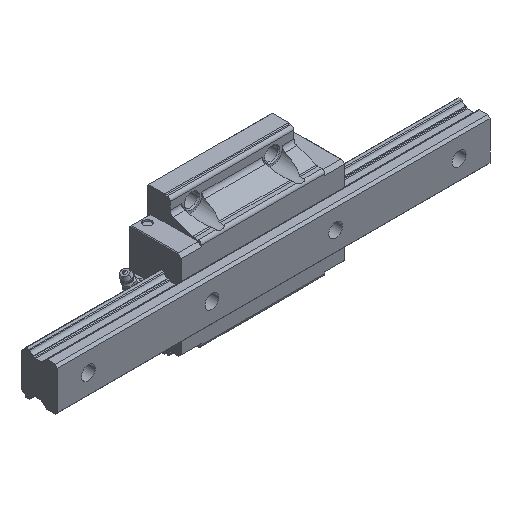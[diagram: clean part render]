
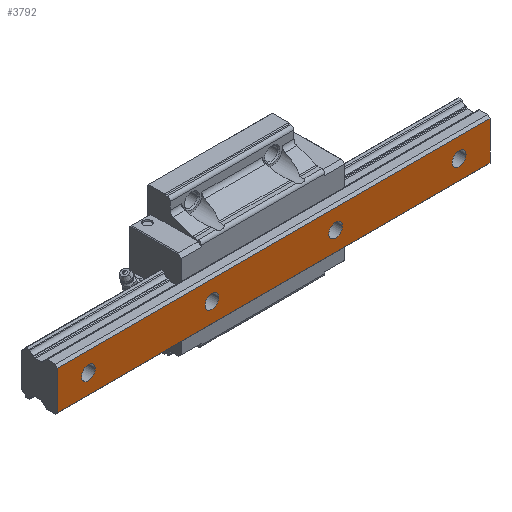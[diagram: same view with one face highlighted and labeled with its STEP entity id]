
A CAD part, isometric view. The second image highlights one B-rep face of the part: STEP entity #3792.
In plain terms, the highlighted planar face has unit normal (0, -1, 0).
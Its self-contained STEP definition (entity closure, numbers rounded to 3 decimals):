
#1552 = EDGE_CURVE( '', #2986, #1972, #4445, .T. );
#1948 = VERTEX_POINT( '', #4873 );
#1954 = VERTEX_POINT( '', #4881 );
#1972 = VERTEX_POINT( '', #4899 );
#1978 = EDGE_CURVE( '', #4244, #4060, #4905, .T. );
#2006 = EDGE_CURVE( '', #4060, #4244, #4934, .T. );
#2030 = VERTEX_POINT( '', #4960 );
#2034 = EDGE_CURVE( '', #2030, #1948, #4964, .T. );
#2048 = EDGE_CURVE( '', #1972, #2986, #4980, .T. );
#2134 = VERTEX_POINT( '', #5074 );
#2308 = EDGE_CURVE( '', #3982, #3424, #5271, .T. );
#2688 = EDGE_CURVE( '', #1954, #2134, #5685, .T. );
#2986 = VERTEX_POINT( '', #6009 );
#3280 = VERTEX_POINT( '', #6342 );
#3316 = EDGE_CURVE( '', #1948, #2030, #6380, .T. );
#3424 = VERTEX_POINT( '', #6506 );
#3486 = EDGE_CURVE( '', #3608, #3280, #6574, .T. );
#3608 = VERTEX_POINT( '', #6710 );
#3792 = ADVANCED_FACE( '', ( #6908, #6909, #6910, #6911, #6912 ), #6913, .T. );
#3800 = EDGE_CURVE( '', #3424, #1954, #6921, .T. );
#3812 = EDGE_CURVE( '', #3280, #3608, #6933, .T. );
#3982 = VERTEX_POINT( '', #7118 );
#4060 = VERTEX_POINT( '', #7203 );
#4114 = EDGE_CURVE( '', #3982, #2134, #7264, .T. );
#4244 = VERTEX_POINT( '', #7412 );
#4445 = CIRCLE( '', #7651, 4.5 );
#4873 = CARTESIAN_POINT( '', ( 4.5, 0., 0. ) );
#4881 = CARTESIAN_POINT( '', ( 260., 0., -12.5 ) );
#4899 = CARTESIAN_POINT( '', ( 155.5, 0., 0. ) );
#4905 = CIRCLE( '', #8382, 4.5 );
#4934 = CIRCLE( '', #8436, 4.5 );
#4960 = CARTESIAN_POINT( '', ( -4.5, 0., 0. ) );
#4964 = CIRCLE( '', #8492, 4.5 );
#4980 = CIRCLE( '', #8511, 4.5 );
#5074 = CARTESIAN_POINT( '', ( 260., 0., 12.5 ) );
#5271 = LINE( '', #8920, #8921 );
#5685 = LINE( '', #9561, #9562 );
#6009 = CARTESIAN_POINT( '', ( 164.5, 0., 0. ) );
#6342 = CARTESIAN_POINT( '', ( 75.5, 0., 0. ) );
#6380 = CIRCLE( '', #10594, 4.5 );
#6506 = CARTESIAN_POINT( '', ( -20., 0., -12.5 ) );
#6574 = CIRCLE( '', #10900, 4.5 );
#6710 = CARTESIAN_POINT( '', ( 84.5, 0., 0. ) );
#6908 = FACE_BOUND( '', #11413, .T. );
#6909 = FACE_BOUND( '', #11414, .T. );
#6910 = FACE_BOUND( '', #11415, .T. );
#6911 = FACE_BOUND( '', #11416, .T. );
#6912 = FACE_OUTER_BOUND( '', #11417, .T. );
#6913 = PLANE( '', #11418 );
#6921 = LINE( '', #11431, #11432 );
#6933 = CIRCLE( '', #11449, 4.5 );
#7118 = CARTESIAN_POINT( '', ( -20., 0., 12.5 ) );
#7203 = CARTESIAN_POINT( '', ( 235.5, 0., 0. ) );
#7264 = LINE( '', #11932, #11933 );
#7412 = CARTESIAN_POINT( '', ( 244.5, 0., 0. ) );
#7651 = AXIS2_PLACEMENT_3D( '', #12366, #12367, #12368 );
#8382 = AXIS2_PLACEMENT_3D( '', #12870, #12871, #12872 );
#8436 = AXIS2_PLACEMENT_3D( '', #12893, #12894, #12895 );
#8492 = AXIS2_PLACEMENT_3D( '', #12924, #12925, #12926 );
#8511 = AXIS2_PLACEMENT_3D( '', #12944, #12945, #12946 );
#8920 = CARTESIAN_POINT( '', ( -20., 0., 12.5 ) );
#8921 = VECTOR( '', #13283, 1. );
#9561 = CARTESIAN_POINT( '', ( 260., 0., 12.5 ) );
#9562 = VECTOR( '', #13716, 1. );
#10594 = AXIS2_PLACEMENT_3D( '', #14526, #14527, #14528 );
#10900 = AXIS2_PLACEMENT_3D( '', #14808, #14809, #14810 );
#11413 = EDGE_LOOP( '', ( #15155, #15156 ) );
#11414 = EDGE_LOOP( '', ( #15157, #15158 ) );
#11415 = EDGE_LOOP( '', ( #15159, #15160 ) );
#11416 = EDGE_LOOP( '', ( #15161, #15162 ) );
#11417 = EDGE_LOOP( '', ( #15163, #15164, #15165, #15166 ) );
#11418 = AXIS2_PLACEMENT_3D( '', #15167, #15168, #15169 );
#11431 = CARTESIAN_POINT( '', ( -20., 0., -12.5 ) );
#11432 = VECTOR( '', #15177, 1. );
#11449 = AXIS2_PLACEMENT_3D( '', #15185, #15186, #15187 );
#11932 = CARTESIAN_POINT( '', ( -20., 0., 12.5 ) );
#11933 = VECTOR( '', #15592, 1. );
#12366 = CARTESIAN_POINT( '', ( 160., 0., 0. ) );
#12367 = DIRECTION( '', ( 0., 1., 0. ) );
#12368 = DIRECTION( '', ( 1., 0., 0. ) );
#12870 = CARTESIAN_POINT( '', ( 240., 0., 0. ) );
#12871 = DIRECTION( '', ( 0., 1., 0. ) );
#12872 = DIRECTION( '', ( 1., 0., 0. ) );
#12893 = CARTESIAN_POINT( '', ( 240., 0., 0. ) );
#12894 = DIRECTION( '', ( 0., 1., 0. ) );
#12895 = DIRECTION( '', ( 1., 0., 0. ) );
#12924 = CARTESIAN_POINT( '', ( 0., 0., 0. ) );
#12925 = DIRECTION( '', ( 0., 1., 0. ) );
#12926 = DIRECTION( '', ( 1., 0., 0. ) );
#12944 = CARTESIAN_POINT( '', ( 160., 0., 0. ) );
#12945 = DIRECTION( '', ( 0., 1., 0. ) );
#12946 = DIRECTION( '', ( 1., 0., 0. ) );
#13283 = DIRECTION( '', ( 0., 0., -1. ) );
#13716 = DIRECTION( '', ( 0., 0., 1. ) );
#14526 = CARTESIAN_POINT( '', ( 0., 0., 0. ) );
#14527 = DIRECTION( '', ( 0., 1., 0. ) );
#14528 = DIRECTION( '', ( 1., 0., 0. ) );
#14808 = CARTESIAN_POINT( '', ( 80., 0., 0. ) );
#14809 = DIRECTION( '', ( 0., 1., 0. ) );
#14810 = DIRECTION( '', ( 1., 0., 0. ) );
#15155 = ORIENTED_EDGE( '', *, *, #3486, .T. );
#15156 = ORIENTED_EDGE( '', *, *, #3812, .T. );
#15157 = ORIENTED_EDGE( '', *, *, #1552, .T. );
#15158 = ORIENTED_EDGE( '', *, *, #2048, .T. );
#15159 = ORIENTED_EDGE( '', *, *, #1978, .T. );
#15160 = ORIENTED_EDGE( '', *, *, #2006, .T. );
#15161 = ORIENTED_EDGE( '', *, *, #3316, .T. );
#15162 = ORIENTED_EDGE( '', *, *, #2034, .T. );
#15163 = ORIENTED_EDGE( '', *, *, #2688, .T. );
#15164 = ORIENTED_EDGE( '', *, *, #4114, .F. );
#15165 = ORIENTED_EDGE( '', *, *, #2308, .T. );
#15166 = ORIENTED_EDGE( '', *, *, #3800, .T. );
#15167 = CARTESIAN_POINT( '', ( -20., 0., -12.5 ) );
#15168 = DIRECTION( '', ( 0., -1., 0. ) );
#15169 = DIRECTION( '', ( 0., 0., -1. ) );
#15177 = DIRECTION( '', ( 1., 0., 0. ) );
#15185 = CARTESIAN_POINT( '', ( 80., 0., 0. ) );
#15186 = DIRECTION( '', ( 0., 1., 0. ) );
#15187 = DIRECTION( '', ( 1., 0., 0. ) );
#15592 = DIRECTION( '', ( 1., 0., 0. ) );
